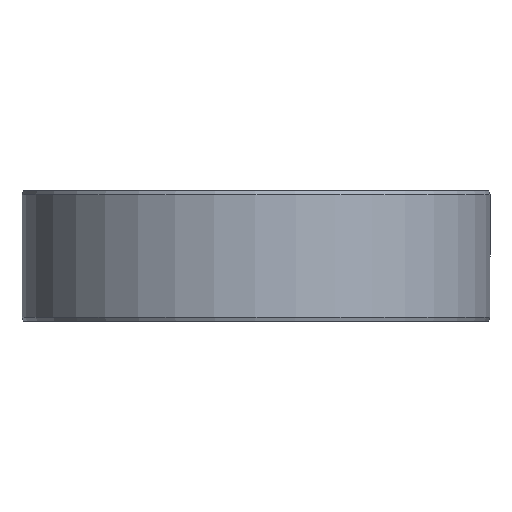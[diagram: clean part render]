
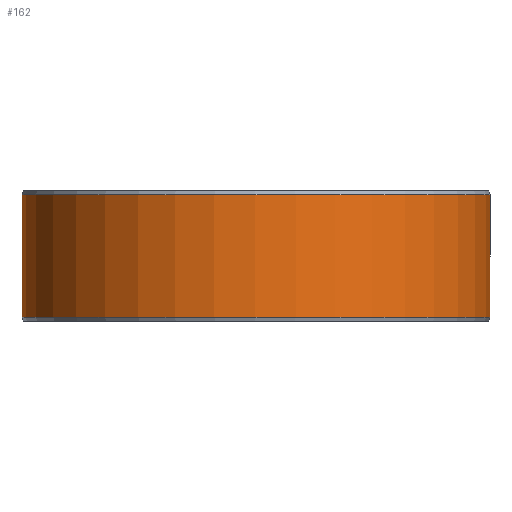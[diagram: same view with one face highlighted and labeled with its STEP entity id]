
A CAD part, front view. The second image highlights one B-rep face of the part: STEP entity #162.
In plain terms, the highlighted cylindrical face has radius 107.5 mm (diameter 215 mm), a partial arc.
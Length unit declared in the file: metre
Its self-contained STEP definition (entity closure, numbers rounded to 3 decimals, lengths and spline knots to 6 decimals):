
#162=ADVANCED_FACE('',(#185,#186),#187,.T.);
#185=FACE_OUTER_BOUND('',#211,.T.);
#186=FACE_BOUND('',#212,.T.);
#187=CYLINDRICAL_SURFACE('',#213,0.1075);
#211=EDGE_LOOP('',(#289,#290,#291,#292));
#212=EDGE_LOOP('',(#293));
#213=AXIS2_PLACEMENT_3D('',#294,#295,#296);
#289=ORIENTED_EDGE('',*,*,#314,.T.);
#290=ORIENTED_EDGE('',*,*,#323,.F.);
#291=ORIENTED_EDGE('',*,*,#309,.F.);
#292=ORIENTED_EDGE('',*,*,#324,.T.);
#293=ORIENTED_EDGE('',*,*,#327,.T.);
#294=CARTESIAN_POINT('',(0.,0.,0.0));
#295=DIRECTION('',(0.,0.0,-1.0));
#296=DIRECTION('',(-1.0,0.0,0.));
#309=EDGE_CURVE('',#341,#342,#343,.T.);
#314=EDGE_CURVE('',#351,#349,#352,.T.);
#323=EDGE_CURVE('',#342,#349,#365,.T.);
#324=EDGE_CURVE('',#341,#351,#366,.T.);
#327=EDGE_CURVE('',#370,#370,#371,.T.);
#341=VERTEX_POINT('',#389);
#342=VERTEX_POINT('',#390);
#343=CIRCLE('',#391,0.1075);
#349=VERTEX_POINT('',#399);
#351=VERTEX_POINT('',#402);
#352=CIRCLE('',#403,0.1075);
#365=LINE('',#422,#423);
#366=LINE('',#424,#425);
#370=VERTEX_POINT('',#501);
#371=B_SPLINE_CURVE_WITH_KNOTS('',3,(#502,#503,#504,#505,#506,#507,#508,#509,#510,#511,#512,#513,#514,#515,#516,#517,#518,#519,#520,#521,#522,#523,#524,#525,#526,#527,#528,#529,#530,#531,#532,#533,#534,#535,#536,#537,#538,#539,#540,#541,#542,#543,#544,#545,#546,#547,#548,#549,#550,#551,#552,#553,#554,#555,#556,#557,#558,#559,#560,#561,#562,#563,#564,#565,#566,#567,#568,#569,#570,#571,#572,#573),.UNSPECIFIED.,.T.,.F.,(2,2,2,2,2,2,2,2,2,2,2,2,2,2,2,2,2,2,2,2,2,2,2,2,2,2,2,2,2,2,2,2,2,2,2,2,2,2),(-0.000977,0.0,0.000977,0.001466,0.001954,0.002931,0.003908,0.004885,0.005862,0.006839,0.007816,0.008793,0.00977,0.010747,0.011724,0.012701,0.01319,0.013679,0.014656,0.015633,0.01661,0.017587,0.018564,0.019541,0.020518,0.021495,0.022472,0.023449,0.024426,0.024914,0.025403,0.02638,0.027357,0.028334,0.029311,0.030288,0.031265,0.032242),.UNSPECIFIED.);
#389=CARTESIAN_POINT('',(0.001876,0.107484,0.0018));
#390=CARTESIAN_POINT('',(0.,0.1075,0.0018));
#391=AXIS2_PLACEMENT_3D('',#587,#588,#589);
#399=CARTESIAN_POINT('',(0.,0.1075,0.0582));
#402=CARTESIAN_POINT('',(0.001876,0.107484,0.0582));
#403=AXIS2_PLACEMENT_3D('',#596,#597,#598);
#422=CARTESIAN_POINT('',(0.,0.1075,0.0018));
#423=VECTOR('',#611,1.0);
#424=CARTESIAN_POINT('',(0.001876,0.107484,0.0018));
#425=VECTOR('',#612,1.0);
#501=CARTESIAN_POINT('',(0.089471,-0.059593,0.03));
#502=CARTESIAN_POINT('',(0.089471,-0.059593,0.02967));
#503=CARTESIAN_POINT('',(0.089471,-0.059593,0.03033));
#504=CARTESIAN_POINT('',(0.089489,-0.059566,0.030655));
#505=CARTESIAN_POINT('',(0.089541,-0.059486,0.031135));
#506=CARTESIAN_POINT('',(0.089563,-0.059453,0.031293));
#507=CARTESIAN_POINT('',(0.089616,-0.059374,0.031607));
#508=CARTESIAN_POINT('',(0.089647,-0.059327,0.031763));
#509=CARTESIAN_POINT('',(0.089751,-0.05917,0.032217));
#510=CARTESIAN_POINT('',(0.089835,-0.059042,0.032505));
#511=CARTESIAN_POINT('',(0.090034,-0.058738,0.033048));
#512=CARTESIAN_POINT('',(0.09015,-0.058561,0.033305));
#513=CARTESIAN_POINT('',(0.0904,-0.058173,0.033766));
#514=CARTESIAN_POINT('',(0.090536,-0.057961,0.033973));
#515=CARTESIAN_POINT('',(0.09083,-0.0575,0.034339));
#516=CARTESIAN_POINT('',(0.090985,-0.057254,0.034494));
#517=CARTESIAN_POINT('',(0.091304,-0.056744,0.034744));
#518=CARTESIAN_POINT('',(0.09147,-0.056476,0.03484));
#519=CARTESIAN_POINT('',(0.091808,-0.055926,0.034968));
#520=CARTESIAN_POINT('',(0.091976,-0.055648,0.035));
#521=CARTESIAN_POINT('',(0.092312,-0.055089,0.035));
#522=CARTESIAN_POINT('',(0.092481,-0.054805,0.034968));
#523=CARTESIAN_POINT('',(0.092807,-0.054252,0.03484));
#524=CARTESIAN_POINT('',(0.092964,-0.053983,0.034746));
#525=CARTESIAN_POINT('',(0.093266,-0.053458,0.034495));
#526=CARTESIAN_POINT('',(0.093411,-0.053204,0.034339));
#527=CARTESIAN_POINT('',(0.093678,-0.052732,0.033977));
#528=CARTESIAN_POINT('',(0.093802,-0.052512,0.033771));
#529=CARTESIAN_POINT('',(0.094029,-0.052104,0.033304));
#530=CARTESIAN_POINT('',(0.09413,-0.051922,0.033051));
#531=CARTESIAN_POINT('',(0.094261,-0.051684,0.032645));
#532=CARTESIAN_POINT('',(0.094301,-0.05161,0.032505));
#533=CARTESIAN_POINT('',(0.094375,-0.051474,0.032216));
#534=CARTESIAN_POINT('',(0.094409,-0.051412,0.032066));
#535=CARTESIAN_POINT('',(0.094499,-0.051246,0.031612));
#536=CARTESIAN_POINT('',(0.094544,-0.051163,0.0313));
#537=CARTESIAN_POINT('',(0.094605,-0.05105,0.030659));
#538=CARTESIAN_POINT('',(0.094621,-0.051021,0.030328));
#539=CARTESIAN_POINT('',(0.094621,-0.051021,0.029675));
#540=CARTESIAN_POINT('',(0.094606,-0.051049,0.029351));
#541=CARTESIAN_POINT('',(0.094545,-0.051161,0.028706));
#542=CARTESIAN_POINT('',(0.0945,-0.051245,0.02839));
#543=CARTESIAN_POINT('',(0.094381,-0.051464,0.027789));
#544=CARTESIAN_POINT('',(0.094307,-0.0516,0.027498));
#545=CARTESIAN_POINT('',(0.09413,-0.051921,0.026951));
#546=CARTESIAN_POINT('',(0.09403,-0.052102,0.026699));
#547=CARTESIAN_POINT('',(0.093806,-0.052504,0.026237));
#548=CARTESIAN_POINT('',(0.09368,-0.052729,0.026026));
#549=CARTESIAN_POINT('',(0.093413,-0.053202,0.025662));
#550=CARTESIAN_POINT('',(0.09327,-0.053451,0.025508));
#551=CARTESIAN_POINT('',(0.092968,-0.053975,0.025257));
#552=CARTESIAN_POINT('',(0.092808,-0.05425,0.025161));
#553=CARTESIAN_POINT('',(0.092484,-0.054801,0.025033));
#554=CARTESIAN_POINT('',(0.092318,-0.05508,0.025));
#555=CARTESIAN_POINT('',(0.091978,-0.055645,0.025));
#556=CARTESIAN_POINT('',(0.091809,-0.055924,0.025032));
#557=CARTESIAN_POINT('',(0.091558,-0.056332,0.025127));
#558=CARTESIAN_POINT('',(0.091475,-0.056467,0.025166));
#559=CARTESIAN_POINT('',(0.09131,-0.056734,0.025261));
#560=CARTESIAN_POINT('',(0.091227,-0.056867,0.025317));
#561=CARTESIAN_POINT('',(0.090986,-0.057252,0.025505));
#562=CARTESIAN_POINT('',(0.090833,-0.057495,0.025658));
#563=CARTESIAN_POINT('',(0.090541,-0.057954,0.02602));
#564=CARTESIAN_POINT('',(0.090402,-0.058171,0.026231));
#565=CARTESIAN_POINT('',(0.090151,-0.058559,0.026692));
#566=CARTESIAN_POINT('',(0.090038,-0.058732,0.026944));
#567=CARTESIAN_POINT('',(0.089837,-0.059039,0.027489));
#568=CARTESIAN_POINT('',(0.089751,-0.059169,0.027781));
#569=CARTESIAN_POINT('',(0.089613,-0.059378,0.028382));
#570=CARTESIAN_POINT('',(0.08956,-0.059458,0.028696));
#571=CARTESIAN_POINT('',(0.089489,-0.059566,0.029343));
#572=CARTESIAN_POINT('',(0.089471,-0.059593,0.02967));
#573=CARTESIAN_POINT('',(0.089471,-0.059593,0.03033));
#587=CARTESIAN_POINT('',(0.,0.,0.0018));
#588=DIRECTION('',(0.,0.0,-1.0));
#589=DIRECTION('',(-1.0,0.0,0.));
#596=CARTESIAN_POINT('',(0.,0.,0.0582));
#597=DIRECTION('',(0.,0.0,-1.0));
#598=DIRECTION('',(-1.0,0.0,0.));
#611=DIRECTION('',(0.,0.0,1.0));
#612=DIRECTION('',(0.,0.,1.0));
